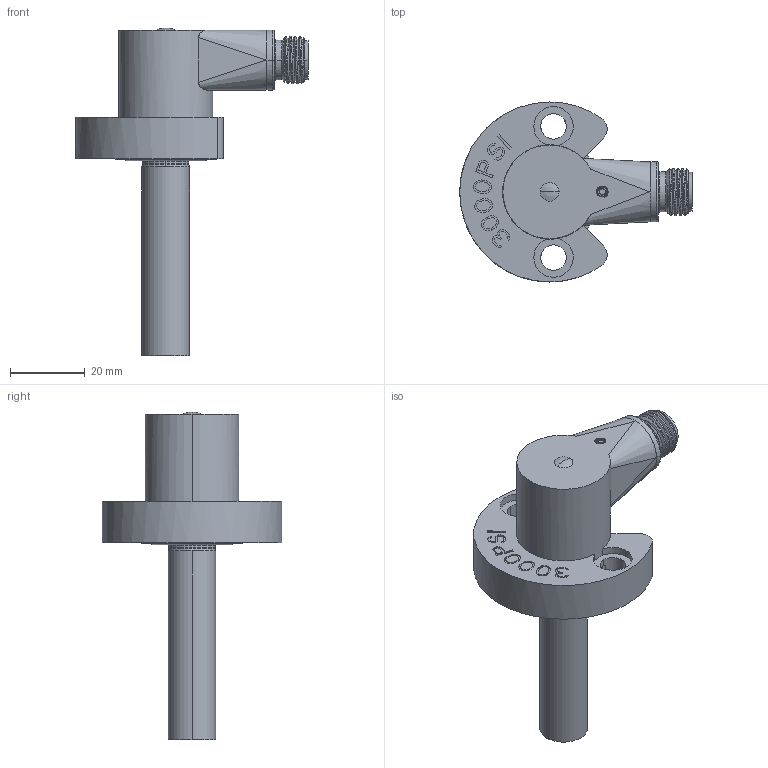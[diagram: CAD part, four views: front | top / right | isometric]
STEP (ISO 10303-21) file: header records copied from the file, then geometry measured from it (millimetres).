
FILE_DESCRIPTION((''),'2;1');
FILE_NAME('NJ2_D_2062_V12','2015-03-02T',('dburns'),(''),'PRO/ENGINEER BY PARAMETRIC TECHNOLOGY CORPORATION, 2014430','PRO/ENGINEER BY PARAMETRIC TECHNOLOGY CORPORATION, 2014430','');
FILE_SCHEMA(('CONFIG_CONTROL_DESIGN'));
Length unit declared in the file: millimetre
Products named in the file (1): NJ2_D_2062_V12
Bounding box: 62 x 48 x 87.4 mm (x, y, z)
Volume: 38009.3 mm3; surface area: 13123.6 mm2
Topology: 1 solids, 4 shells, 487 faces, 1372 edges, 908 vertices
Faces by surface type: plane 322, cylinder 84, cone 32, torus 28, bspline 13, sphere 8
Entity records: 17377 total; most frequent: CARTESIAN_POINT 4778, ORIENTED_EDGE 2734, DIRECTION 2470, EDGE_CURVE 1367, VECTOR 932, LINE 932, VERTEX_POINT 908, AXIS2_PLACEMENT_3D 769
